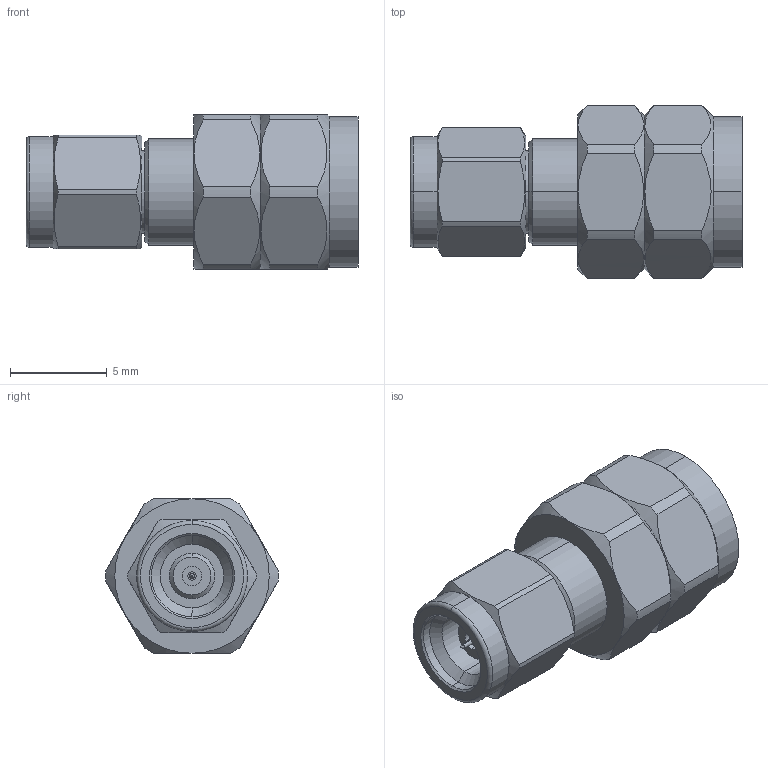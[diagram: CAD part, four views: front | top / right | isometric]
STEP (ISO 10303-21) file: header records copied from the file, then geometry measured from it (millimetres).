
FILE_DESCRIPTION (( 'STEP AP214' ), '1' );
FILE_NAME ('CT-2M1M-LN1.STEP', '2025-01-03T19:18:35', ( '' ), ( '' ), 'SwSTEP 2.0', 'SolidWorks 2021', '' );
FILE_SCHEMA (( 'AUTOMOTIVE_DESIGN' ));
Length unit declared in the file: millimetre
Products named in the file (1): CT-2M1M-LN1
Bounding box: 17.2 x 8.94 x 8 mm (x, y, z)
Volume: 537 mm3; surface area: 906.2 mm2
Topology: 2 solids, 3 shells, 132 faces, 302 edges, 190 vertices
Faces by surface type: cylinder 58, plane 38, cone 32, torus 4
Entity records: 4355 total; most frequent: CARTESIAN_POINT 1293, DIRECTION 664, ORIENTED_EDGE 604, EDGE_CURVE 302, AXIS2_PLACEMENT_3D 281, VERTEX_POINT 190, EDGE_LOOP 150, CIRCLE 148
